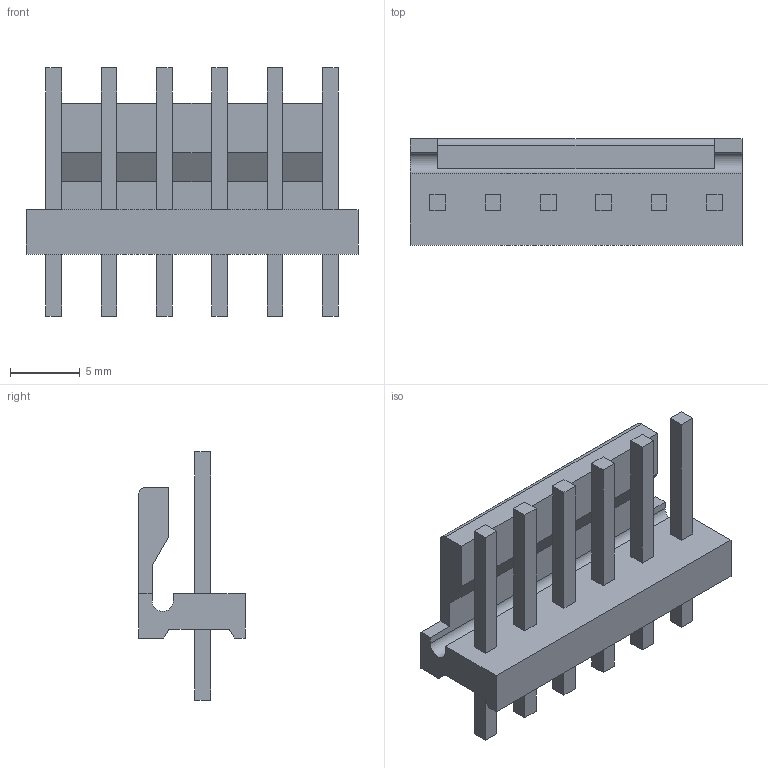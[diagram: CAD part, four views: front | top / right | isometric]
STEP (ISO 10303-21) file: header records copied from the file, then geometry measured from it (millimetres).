
FILE_DESCRIPTION((''),'2;1');
FILE_NAME('C-644752-6','2016-04-04T',('workeradm'),('Tyco Electronics Ltd.'),'CREO PARAMETRIC BY PTC INC, 2015200','CREO PARAMETRIC BY PTC INC, 2015200','');
FILE_SCHEMA(('AUTOMOTIVE_DESIGN { 1 0 10303 214 1 1 1 1 }'));
Length unit declared in the file: millimetre
Products named in the file (1): C-644752-6
Bounding box: 23.77 x 7.62 x 17.78 mm (x, y, z)
Volume: 835.7 mm3; surface area: 1386 mm2
Topology: 1 solids, 1 shells, 81 faces, 201 edges, 134 vertices
Faces by surface type: plane 79, cylinder 2
Entity records: 2403 total; most frequent: CARTESIAN_POINT 418, ORIENTED_EDGE 402, DIRECTION 367, EDGE_CURVE 201, VECTOR 197, LINE 197, VERTEX_POINT 134, EDGE_LOOP 93
